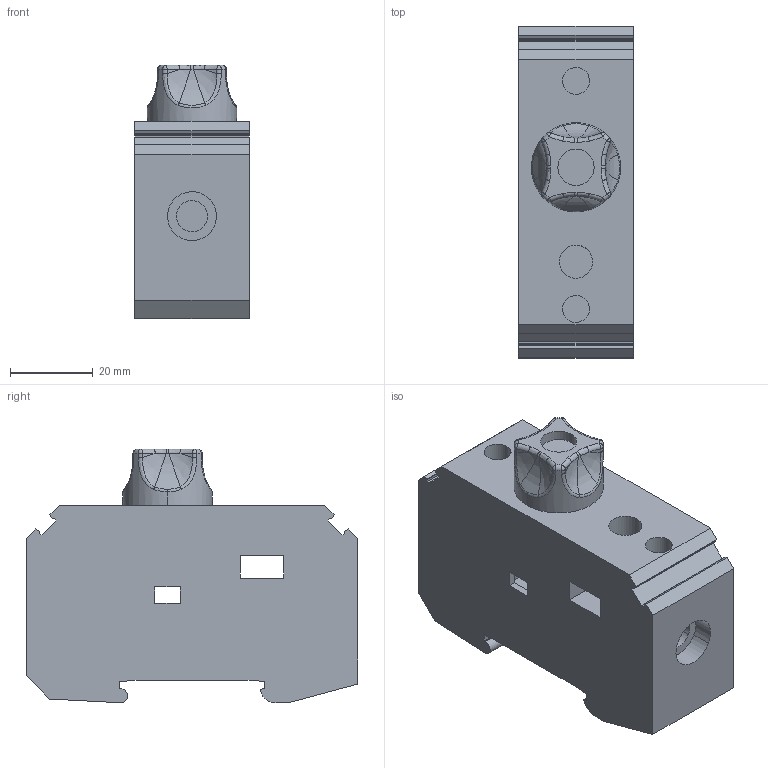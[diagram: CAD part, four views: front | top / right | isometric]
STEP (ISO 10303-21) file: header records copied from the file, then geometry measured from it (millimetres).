
FILE_DESCRIPTION(('CATIA V5R20 STEP214'),'2;1');
FILE_NAME ('6007016_3', '2014-11-13T08:57:31+00:00', ('Weidmueller Interface'), ('Weidmueller'), 'CATIA Version 5 Release 20 SP 5 (IN-10)', 'CATIA V5 STEP AP214', 'none');
FILE_SCHEMA(('AUTOMOTIVE_DESIGN { 1 0 10303 214 1 1 1 1 }'));
Length unit declared in the file: millimetre
Products named in the file (1): 0502100000_SAKS_5-35_DB
Bounding box: 27.6 x 80 x 61.15 mm (x, y, z)
Volume: 89365.2 mm3; surface area: 19408.2 mm2
Topology: 2 solids, 2 shells, 160 faces, 394 edges, 238 vertices
Faces by surface type: plane 65, cylinder 45, bspline 30, torus 12, sphere 8
Entity records: 6551 total; most frequent: CARTESIAN_POINT 3140, ORIENTED_EDGE 772, DIRECTION 525, EDGE_CURVE 386, VERTEX_POINT 238, AXIS2_PLACEMENT_3D 211, VECTOR 204, LINE 204
